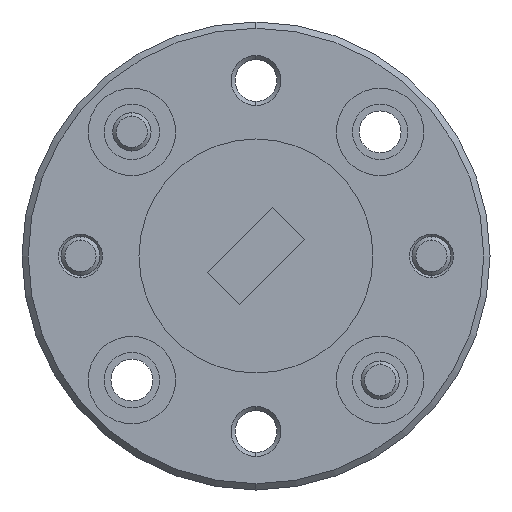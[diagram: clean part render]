
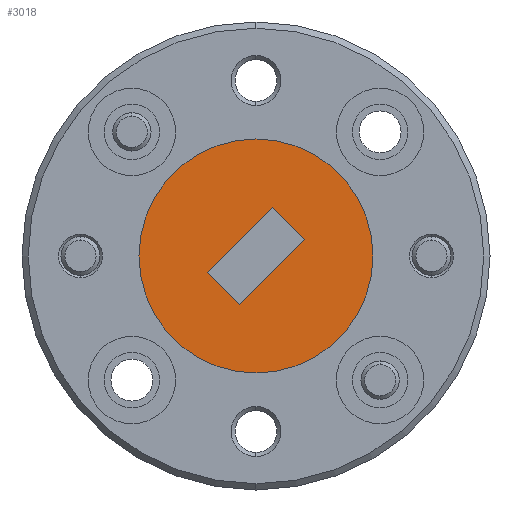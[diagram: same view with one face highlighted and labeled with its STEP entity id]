
A CAD part, left-side view. The second image highlights one B-rep face of the part: STEP entity #3018.
In plain terms, the highlighted planar face has unit normal (-1, 0, 0).
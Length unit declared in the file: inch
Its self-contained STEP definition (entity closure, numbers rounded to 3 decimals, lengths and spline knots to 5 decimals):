
#136 = DIRECTION ( 'NONE',  ( 0., 0.707, -0.707 ) ) ;
#156 = EDGE_CURVE ( 'NONE', #2567, #2277, #1611, .T. ) ;
#320 = EDGE_LOOP ( 'NONE', ( #2516, #1613 ) ) ;
#332 = DIRECTION ( 'NONE',  ( 0., -0.707, 0.707 ) ) ;
#369 = ORIENTED_EDGE ( 'NONE', *, *, #156, .F. ) ;
#386 = LINE ( 'NONE', #2296, #4191 ) ;
#443 = DIRECTION ( 'NONE',  ( 0., 0., 1. ) ) ;
#452 = CARTESIAN_POINT ( 'NONE',  ( -1.99279, 0.91359, 0.19421 ) ) ;
#502 = CARTESIAN_POINT ( 'NONE',  ( -1.99279, 0.8351, 0.03287 ) ) ;
#599 = CARTESIAN_POINT ( 'NONE',  ( -1.99279, 0.8351, 0.40787 ) ) ;
#615 = ORIENTED_EDGE ( 'NONE', *, *, #1602, .F. ) ;
#622 = EDGE_CURVE ( 'NONE', #3363, #2182, #2014, .T. ) ;
#690 = DIRECTION ( 'NONE',  ( -1., 0., 0. ) ) ;
#763 = CIRCLE ( 'NONE', #2741, 0.1875 ) ;
#766 = CARTESIAN_POINT ( 'NONE',  ( -1.99279, 0.75661, 0.24654 ) ) ;
#777 = CARTESIAN_POINT ( 'NONE',  ( -1.99279, 0.80893, 0.29886 ) ) ;
#782 = CARTESIAN_POINT ( 'NONE',  ( -1.99279, 0.80893, 0.29886 ) ) ;
#905 = VECTOR ( 'NONE', #332, 39.37008 ) ;
#917 = VECTOR ( 'NONE', #2747, 39.37008 ) ;
#1016 = LINE ( 'NONE', #777, #917 ) ;
#1040 = DIRECTION ( 'NONE',  ( 1., 0., 0. ) ) ;
#1320 = DIRECTION ( 'NONE',  ( 0., -0.707, -0.707 ) ) ;
#1326 = FACE_BOUND ( 'NONE', #1508, .T. ) ;
#1424 = FACE_OUTER_BOUND ( 'NONE', #320, .T. ) ;
#1446 = DIRECTION ( 'NONE',  ( 0., 0., 1. ) ) ;
#1508 = EDGE_LOOP ( 'NONE', ( #615, #369, #3708, #4039 ) ) ;
#1570 = DIRECTION ( 'NONE',  ( -1., 0., 0. ) ) ;
#1602 = EDGE_CURVE ( 'NONE', #2277, #3111, #1016, .T. ) ;
#1611 = LINE ( 'NONE', #2588, #905 ) ;
#1613 = ORIENTED_EDGE ( 'NONE', *, *, #2226, .T. ) ;
#2014 = CIRCLE ( 'NONE', #2486, 0.1875 ) ;
#2045 = PLANE ( 'NONE',  #2987 ) ;
#2182 = VERTEX_POINT ( 'NONE', #502 ) ;
#2226 = EDGE_CURVE ( 'NONE', #2182, #3363, #763, .T. ) ;
#2259 = EDGE_CURVE ( 'NONE', #3111, #3208, #3374, .T. ) ;
#2277 = VERTEX_POINT ( 'NONE', #766 ) ;
#2296 = CARTESIAN_POINT ( 'NONE',  ( -1.99279, 0.91359, 0.19421 ) ) ;
#2486 = AXIS2_PLACEMENT_3D ( 'NONE', #4173, #1570, #443 ) ;
#2489 = VECTOR ( 'NONE', #136, 39.37008 ) ;
#2516 = ORIENTED_EDGE ( 'NONE', *, *, #622, .T. ) ;
#2567 = VERTEX_POINT ( 'NONE', #2929 ) ;
#2588 = CARTESIAN_POINT ( 'NONE',  ( -1.99279, 0.75661, 0.24654 ) ) ;
#2741 = AXIS2_PLACEMENT_3D ( 'NONE', #3136, #690, #1446 ) ;
#2747 = DIRECTION ( 'NONE',  ( 0., 0.707, 0.707 ) ) ;
#2929 = CARTESIAN_POINT ( 'NONE',  ( -1.99279, 0.86126, 0.14188 ) ) ;
#2987 = AXIS2_PLACEMENT_3D ( 'NONE', #3001, #1040, #3663 ) ;
#3001 = CARTESIAN_POINT ( 'NONE',  ( -1.99279, 1.0226, 0.22037 ) ) ;
#3018 = ADVANCED_FACE ( 'NONE', ( #1326, #1424 ), #2045, .F. ) ;
#3084 = CARTESIAN_POINT ( 'NONE',  ( -1.99279, 0.80893, 0.29886 ) ) ;
#3111 = VERTEX_POINT ( 'NONE', #782 ) ;
#3136 = CARTESIAN_POINT ( 'NONE',  ( -1.99279, 0.8351, 0.22037 ) ) ;
#3208 = VERTEX_POINT ( 'NONE', #452 ) ;
#3363 = VERTEX_POINT ( 'NONE', #599 ) ;
#3374 = LINE ( 'NONE', #3084, #2489 ) ;
#3660 = EDGE_CURVE ( 'NONE', #3208, #2567, #386, .T. ) ;
#3663 = DIRECTION ( 'NONE',  ( 0., 0., 1. ) ) ;
#3708 = ORIENTED_EDGE ( 'NONE', *, *, #3660, .F. ) ;
#4039 = ORIENTED_EDGE ( 'NONE', *, *, #2259, .F. ) ;
#4173 = CARTESIAN_POINT ( 'NONE',  ( -1.99279, 0.8351, 0.22037 ) ) ;
#4191 = VECTOR ( 'NONE', #1320, 39.37008 ) ;
